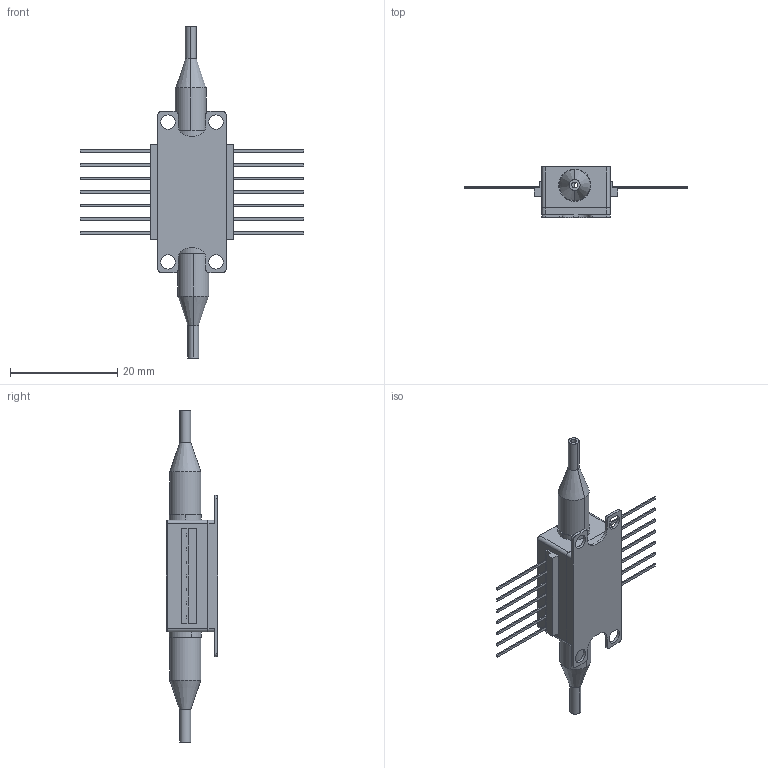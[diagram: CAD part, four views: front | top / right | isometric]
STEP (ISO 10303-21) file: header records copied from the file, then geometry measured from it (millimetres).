
FILE_DESCRIPTION (( 'STEP AP214' ), '1' );
FILE_NAME ('QTN039463-E0W.STEP', '2019-12-12T21:36:16', ( '' ), ( '' ), 'SwSTEP 2.0', 'SolidWorks 2018', '' );
FILE_SCHEMA (( 'AUTOMOTIVE_DESIGN' ));
Length unit declared in the file: millimetre
Products named in the file (1): QTN039463-E0W
Bounding box: 41.6 x 9.5 x 61.8 mm (x, y, z)
Surface area: 2510.2 mm2 (no closed solid volume)
Topology: 0 solids, 27 shells, 356 faces, 1290 edges, 908 vertices
Faces by surface type: plane 246, bspline 54, cylinder 52, cone 4
Entity records: 20340 total; most frequent: CARTESIAN_POINT 6254, ORIENTED_EDGE 2000, DIRECTION 1764, EDGE_CURVE 1290, VECTOR 918, LINE 918, VERTEX_POINT 908, AXIS2_PLACEMENT_3D 423
